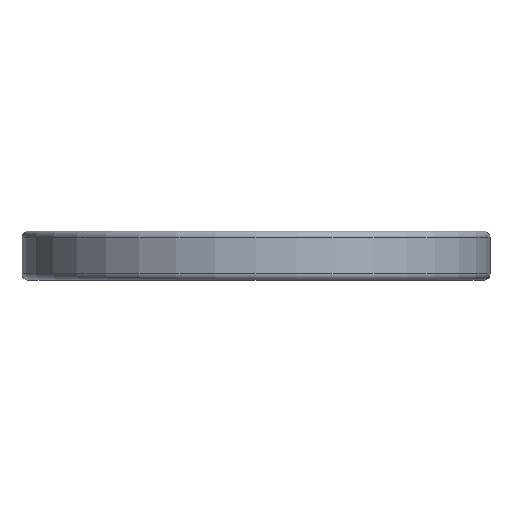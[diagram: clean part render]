
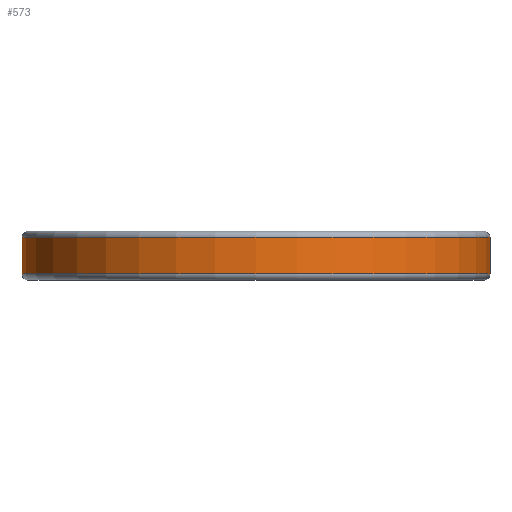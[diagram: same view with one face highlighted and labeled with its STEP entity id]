
A CAD part, front view. The second image highlights one B-rep face of the part: STEP entity #573.
In plain terms, the highlighted cylindrical face has radius 110.3 mm (diameter 220.6 mm), a full revolution.
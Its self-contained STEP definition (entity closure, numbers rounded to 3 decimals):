
#146=CYLINDRICAL_SURFACE('',#6322,110.3);
#573=ADVANCED_FACE('',(#2031,#2032),#146,.T.);
#1826=CIRCLE('',#6274,110.3);
#1860=CIRCLE('',#6321,110.3);
#2031=FACE_BOUND('',#2135,.T.);
#2032=FACE_BOUND('',#2136,.T.);
#2135=EDGE_LOOP('',(#2739));
#2136=EDGE_LOOP('',(#2740));
#2739=ORIENTED_EDGE('',*,*,#5067,.T.);
#2740=ORIENTED_EDGE('',*,*,#5119,.T.);
#4463=VERTEX_POINT('',#8899);
#4506=VERTEX_POINT('',#9145);
#5067=EDGE_CURVE('',#4463,#4463,#1826,.T.);
#5119=EDGE_CURVE('',#4506,#4506,#1860,.T.);
#6274=AXIS2_PLACEMENT_3D('',#8898,#6746,#6747);
#6321=AXIS2_PLACEMENT_3D('',#9144,#6846,#6847);
#6322=AXIS2_PLACEMENT_3D('',#9146,#6848,#6849);
#6746=DIRECTION('',(0.,0.,1.));
#6747=DIRECTION('',(-1.,0.,0.));
#6846=DIRECTION('',(0.,0.,-1.));
#6847=DIRECTION('',(1.,0.,0.));
#6848=DIRECTION('',(0.,0.,1.));
#6849=DIRECTION('',(-1.,0.,0.));
#8898=CARTESIAN_POINT('',(884.,0.,3.));
#8899=CARTESIAN_POINT('',(773.7,0.,3.));
#9144=CARTESIAN_POINT('',(884.,0.,20.2));
#9145=CARTESIAN_POINT('',(994.3,0.,20.2));
#9146=CARTESIAN_POINT('',(884.,0.,0.));
